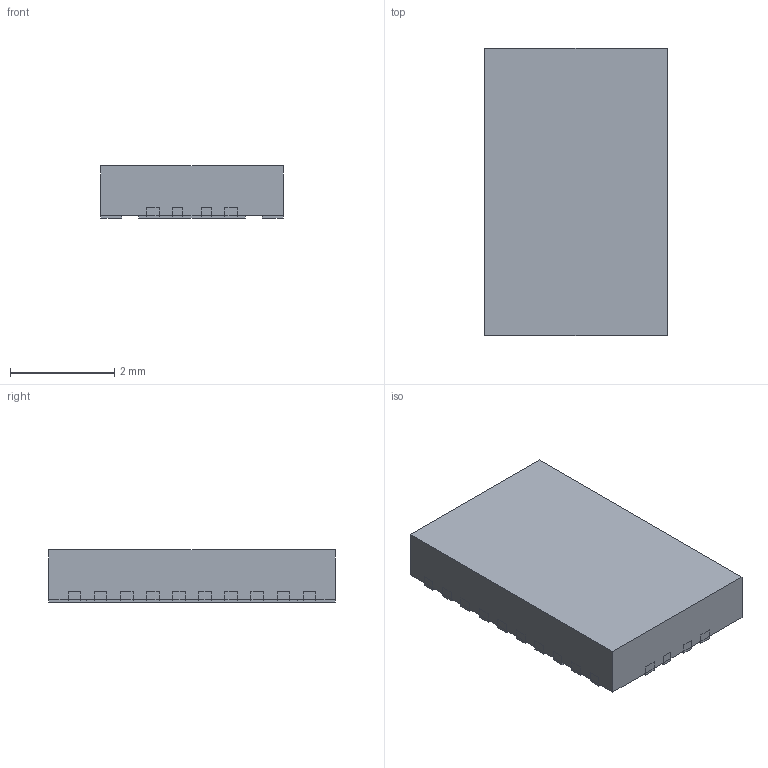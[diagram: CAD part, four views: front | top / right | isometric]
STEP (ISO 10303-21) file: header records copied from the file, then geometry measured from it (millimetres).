
FILE_DESCRIPTION(('FreeCAD Model'),'2;1');
FILE_NAME('Texas_RHL.stp', '2019-05-31T01:42:09',('Author'),(''), 'Open CASCADE STEP processor 7.3','FreeCAD','Unknown');
FILE_SCHEMA(('AUTOMOTIVE_DESIGN { 1 0 10303 214 1 1 1 1 }'));
Length unit declared in the file: millimetre
Products named in the file (1): union
Bounding box: 3.5 x 5.5 x 1 mm (x, y, z)
Volume: 18.8 mm3; surface area: 58 mm2
Topology: 1 solids, 1 shells, 186 faces, 480 edges, 296 vertices
Faces by surface type: plane 186
Entity records: 12812 total; most frequent: CARTESIAN_POINT 2115, DIRECTION 1622, LINE 1248, VECTOR 1248, ORIENTED_EDGE 960, PCURVE 960, DEFINITIONAL_REPRESENTATION 960, EDGE_CURVE 480
